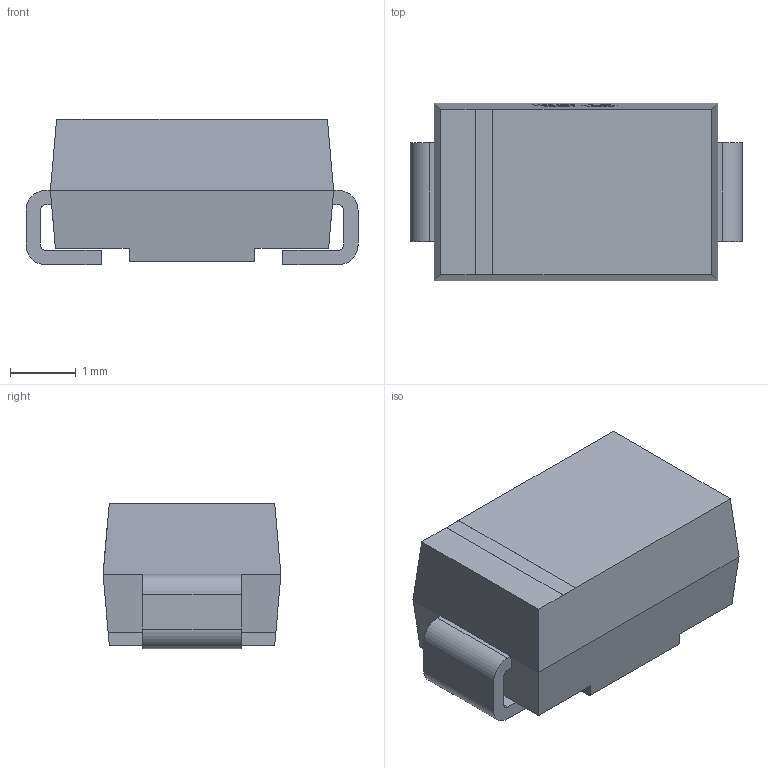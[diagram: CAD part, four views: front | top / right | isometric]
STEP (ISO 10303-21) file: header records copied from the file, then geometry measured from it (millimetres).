
FILE_DESCRIPTION (( 'STEP AP214' ), '1' );
FILE_NAME ('DO-214AC_L4.3-W2.7-LS5.0-RD.step', '2022-07-04T10:22:23', ( '' ), ( '' ), 'SwSTEP 2.0', 'SolidWorks 2020', '' );
FILE_SCHEMA (( 'AUTOMOTIVE_DESIGN' ));
Length unit declared in the file: millimetre
Products named in the file (1): DO-214AC_L4.3-W2.7-LS5.0-RD
Bounding box: 5.04 x 2.7 x 2.21 mm (x, y, z)
Volume: 23.9 mm3; surface area: 63.5 mm2
Topology: 1 solids, 1 shells, 270 faces, 735 edges, 486 vertices
Faces by surface type: plane 164, bspline 98, cylinder 8
Entity records: 11955 total; most frequent: CARTESIAN_POINT 2798, ORIENTED_EDGE 1470, DIRECTION 897, EDGE_CURVE 735, VECTOR 519, LINE 519, VERTEX_POINT 486, EDGE_LOOP 289
